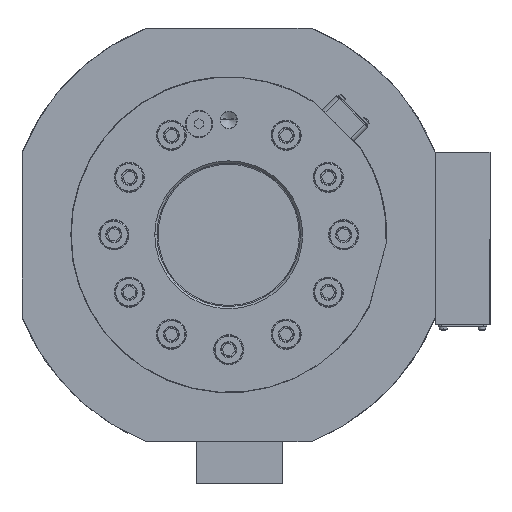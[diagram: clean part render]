
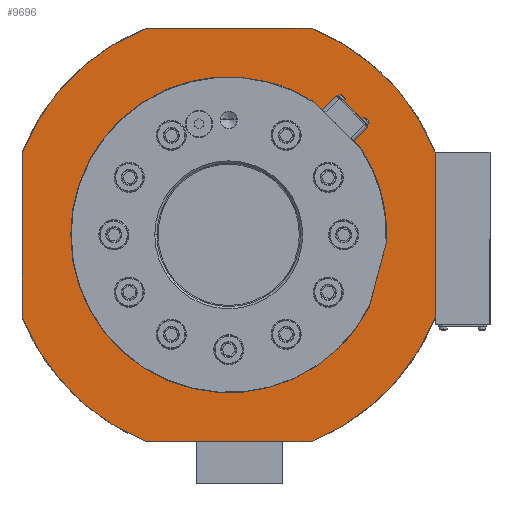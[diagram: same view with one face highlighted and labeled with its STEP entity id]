
A CAD part, front view. The second image highlights one B-rep face of the part: STEP entity #9696.
In plain terms, the highlighted planar face has unit normal (0, -1, 0).
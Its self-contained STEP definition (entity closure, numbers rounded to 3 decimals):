
#94 = DIRECTION ( 'NONE',  ( 0., -1., 0. ) ) ;
#967 = CARTESIAN_POINT ( 'NONE',  ( 100., -65.3, -144. ) ) ;
#1609 = ORIENTED_EDGE ( 'NONE', *, *, #71450, .F. ) ;
#1951 = AXIS2_PLACEMENT_3D ( 'NONE', #4293, #50159, #10867 ) ;
#2374 = CIRCLE ( 'NONE', #60552, 95.05 ) ;
#2510 = CARTESIAN_POINT ( 'NONE',  ( 144., -65.3, -57.35 ) ) ;
#3408 = EDGE_CURVE ( 'NONE', #34491, #48858, #2374, .T. ) ;
#3682 = FACE_OUTER_BOUND ( 'NONE', #54582, .T. ) ;
#4002 = VERTEX_POINT ( 'NONE', #63453 ) ;
#4170 = PLANE ( 'NONE',  #81584 ) ;
#4293 = CARTESIAN_POINT ( 'NONE',  ( 0., -65.3, 0. ) ) ;
#4959 = CARTESIAN_POINT ( 'NONE',  ( -57.35, -65.3, 144. ) ) ;
#5083 = DIRECTION ( 'NONE',  ( 0., 1., 0. ) ) ;
#5149 = DIRECTION ( 'NONE',  ( 0., -1., 0. ) ) ;
#6186 = EDGE_CURVE ( 'NONE', #84406, #69365, #18410, .T. ) ;
#6796 = CARTESIAN_POINT ( 'NONE',  ( 100., -65.3, 144. ) ) ;
#7036 = EDGE_LOOP ( 'NONE', ( #34398, #13156 ) ) ;
#7971 = ORIENTED_EDGE ( 'NONE', *, *, #81538, .F. ) ;
#8941 = ORIENTED_EDGE ( 'NONE', *, *, #6186, .F. ) ;
#9346 = CARTESIAN_POINT ( 'NONE',  ( 0., -65.3, 0. ) ) ;
#9696 = ADVANCED_FACE ( 'NONE', ( #3682, #25166 ), #4170, .F. ) ;
#10724 = DIRECTION ( 'NONE',  ( 0., 0., 1. ) ) ;
#10867 = DIRECTION ( 'NONE',  ( 0., 0., 1. ) ) ;
#13156 = ORIENTED_EDGE ( 'NONE', *, *, #3408, .F. ) ;
#15433 = LINE ( 'NONE', #967, #32810 ) ;
#15955 = DIRECTION ( 'NONE',  ( 0., 0., 1. ) ) ;
#18410 = CIRCLE ( 'NONE', #1951, 155. ) ;
#19285 = CARTESIAN_POINT ( 'NONE',  ( 0., -65.3, -95.05 ) ) ;
#21316 = EDGE_CURVE ( 'NONE', #30032, #4002, #73269, .T. ) ;
#21488 = AXIS2_PLACEMENT_3D ( 'NONE', #44414, #5149, #51000 ) ;
#22121 = LINE ( 'NONE', #6796, #74353 ) ;
#24939 = CARTESIAN_POINT ( 'NONE',  ( -57.35, -65.3, -144. ) ) ;
#25166 = FACE_BOUND ( 'NONE', #7036, .T. ) ;
#26117 = DIRECTION ( 'NONE',  ( 0., 0., 1. ) ) ;
#26851 = CARTESIAN_POINT ( 'NONE',  ( 144., -65.3, 0. ) ) ;
#28144 = ORIENTED_EDGE ( 'NONE', *, *, #21316, .F. ) ;
#28183 = EDGE_CURVE ( 'NONE', #75145, #84406, #22121, .T. ) ;
#28702 = EDGE_CURVE ( 'NONE', #83367, #59182, #78308, .T. ) ;
#29674 = CARTESIAN_POINT ( 'NONE',  ( -144., -65.3, -57.35 ) ) ;
#30032 = VERTEX_POINT ( 'NONE', #29674 ) ;
#30325 = VECTOR ( 'NONE', #46721, 1000. ) ;
#30539 = CIRCLE ( 'NONE', #21488, 95.05 ) ;
#31538 = CARTESIAN_POINT ( 'NONE',  ( -144., -65.3, 0. ) ) ;
#32240 = CIRCLE ( 'NONE', #43996, 155. ) ;
#32810 = VECTOR ( 'NONE', #33582, 1000. ) ;
#33582 = DIRECTION ( 'NONE',  ( -1., 0., 0. ) ) ;
#34398 = ORIENTED_EDGE ( 'NONE', *, *, #64331, .F. ) ;
#34491 = VERTEX_POINT ( 'NONE', #19285 ) ;
#36695 = EDGE_CURVE ( 'NONE', #4002, #75145, #46670, .T. ) ;
#38086 = CARTESIAN_POINT ( 'NONE',  ( 0., -65.3, 95.05 ) ) ;
#38666 = DIRECTION ( 'NONE',  ( 0., 1., 0. ) ) ;
#43996 = AXIS2_PLACEMENT_3D ( 'NONE', #44340, #5083, #50929 ) ;
#44340 = CARTESIAN_POINT ( 'NONE',  ( 0., -65.3, 0. ) ) ;
#44414 = CARTESIAN_POINT ( 'NONE',  ( 0., -65.3, 0. ) ) ;
#45385 = AXIS2_PLACEMENT_3D ( 'NONE', #77776, #38666, #84305 ) ;
#45661 = ORIENTED_EDGE ( 'NONE', *, *, #36695, .F. ) ;
#46023 = CARTESIAN_POINT ( 'NONE',  ( 57.35, -65.3, -144. ) ) ;
#46110 = DIRECTION ( 'NONE',  ( 1., 0., 0. ) ) ;
#46670 = CIRCLE ( 'NONE', #73111, 155. ) ;
#46721 = DIRECTION ( 'NONE',  ( 0., 0., -1. ) ) ;
#47852 = LINE ( 'NONE', #26851, #30325 ) ;
#48858 = VERTEX_POINT ( 'NONE', #38086 ) ;
#50029 = DIRECTION ( 'NONE',  ( 0., 1., 0. ) ) ;
#50159 = DIRECTION ( 'NONE',  ( 0., 1., 0. ) ) ;
#50929 = DIRECTION ( 'NONE',  ( 0., 0., 1. ) ) ;
#51000 = DIRECTION ( 'NONE',  ( 0., 0., 1. ) ) ;
#52962 = EDGE_CURVE ( 'NONE', #66162, #30032, #32240, .T. ) ;
#54455 = ORIENTED_EDGE ( 'NONE', *, *, #28702, .F. ) ;
#54582 = EDGE_LOOP ( 'NONE', ( #7971, #8941, #66618, #45661, #28144, #72720, #1609, #54455 ) ) ;
#55189 = DIRECTION ( 'NONE',  ( 0., 1., 0. ) ) ;
#59182 = VERTEX_POINT ( 'NONE', #46023 ) ;
#60552 = AXIS2_PLACEMENT_3D ( 'NONE', #65366, #94, #26117 ) ;
#63453 = CARTESIAN_POINT ( 'NONE',  ( -144., -65.3, 57.35 ) ) ;
#64189 = DIRECTION ( 'NONE',  ( 0., 0., 1. ) ) ;
#64331 = EDGE_CURVE ( 'NONE', #48858, #34491, #30539, .T. ) ;
#64703 = CARTESIAN_POINT ( 'NONE',  ( 144., -65.3, 57.35 ) ) ;
#65366 = CARTESIAN_POINT ( 'NONE',  ( 0., -65.3, 0. ) ) ;
#66162 = VERTEX_POINT ( 'NONE', #24939 ) ;
#66618 = ORIENTED_EDGE ( 'NONE', *, *, #28183, .F. ) ;
#69365 = VERTEX_POINT ( 'NONE', #64703 ) ;
#69532 = CARTESIAN_POINT ( 'NONE',  ( 57.35, -65.3, 144. ) ) ;
#71232 = VECTOR ( 'NONE', #64189, 1000. ) ;
#71450 = EDGE_CURVE ( 'NONE', #59182, #66162, #15433, .T. ) ;
#72720 = ORIENTED_EDGE ( 'NONE', *, *, #52962, .F. ) ;
#73111 = AXIS2_PLACEMENT_3D ( 'NONE', #9346, #55189, #15955 ) ;
#73269 = LINE ( 'NONE', #31538, #71232 ) ;
#74353 = VECTOR ( 'NONE', #46110, 1000. ) ;
#75145 = VERTEX_POINT ( 'NONE', #4959 ) ;
#77776 = CARTESIAN_POINT ( 'NONE',  ( 0., -65.3, 0. ) ) ;
#78308 = CIRCLE ( 'NONE', #45385, 155. ) ;
#81538 = EDGE_CURVE ( 'NONE', #69365, #83367, #47852, .T. ) ;
#81584 = AXIS2_PLACEMENT_3D ( 'NONE', #82504, #50029, #10724 ) ;
#82504 = CARTESIAN_POINT ( 'NONE',  ( 100., -65.3, 0. ) ) ;
#83367 = VERTEX_POINT ( 'NONE', #2510 ) ;
#84305 = DIRECTION ( 'NONE',  ( 0., 0., 1. ) ) ;
#84406 = VERTEX_POINT ( 'NONE', #69532 ) ;
